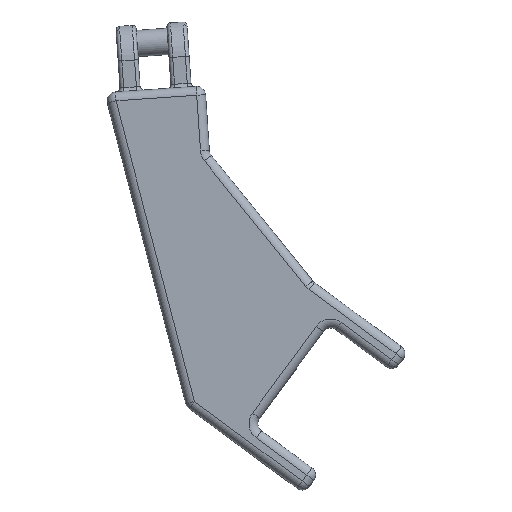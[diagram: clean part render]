
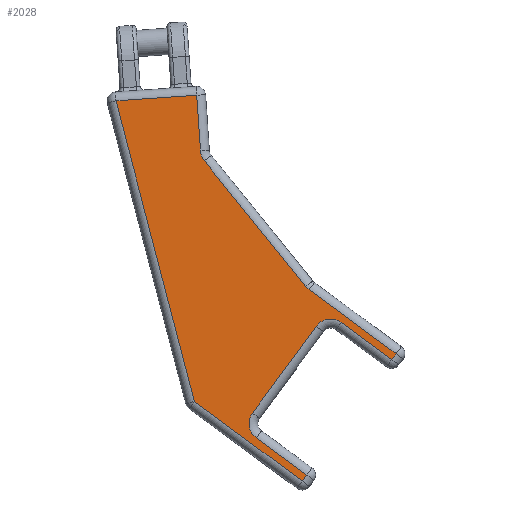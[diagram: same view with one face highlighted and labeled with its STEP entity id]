
A CAD part, top view. The second image highlights one B-rep face of the part: STEP entity #2028.
In plain terms, the highlighted planar face has unit normal (0, 0, 1).
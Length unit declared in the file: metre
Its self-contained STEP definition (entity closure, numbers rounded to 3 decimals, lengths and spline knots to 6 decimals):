
#30=PLANE('',#2190);
#69=CIRCLE('',#2191,0.002692);
#70=CIRCLE('',#2192,0.002692);
#71=CIRCLE('',#2193,0.002692);
#72=CIRCLE('',#2194,0.002692);
#419=ORIENTED_EDGE('',*,*,#1052,.F.);
#420=ORIENTED_EDGE('',*,*,#1053,.T.);
#421=ORIENTED_EDGE('',*,*,#1054,.F.);
#422=ORIENTED_EDGE('',*,*,#1055,.T.);
#423=ORIENTED_EDGE('',*,*,#1056,.T.);
#424=ORIENTED_EDGE('',*,*,#1057,.T.);
#425=ORIENTED_EDGE('',*,*,#1058,.T.);
#426=ORIENTED_EDGE('',*,*,#1059,.T.);
#427=ORIENTED_EDGE('',*,*,#1060,.T.);
#428=ORIENTED_EDGE('',*,*,#1061,.F.);
#429=ORIENTED_EDGE('',*,*,#1062,.T.);
#430=ORIENTED_EDGE('',*,*,#1063,.F.);
#431=ORIENTED_EDGE('',*,*,#1064,.T.);
#432=ORIENTED_EDGE('',*,*,#1065,.T.);
#433=ORIENTED_EDGE('',*,*,#1066,.T.);
#1052=EDGE_CURVE('',#1367,#1368,#69,.T.);
#1053=EDGE_CURVE('',#1367,#1369,#1512,.T.);
#1054=EDGE_CURVE('',#1370,#1369,#70,.T.);
#1055=EDGE_CURVE('',#1370,#1371,#1513,.T.);
#1056=EDGE_CURVE('',#1371,#1372,#1514,.T.);
#1057=EDGE_CURVE('',#1372,#1373,#1515,.T.);
#1058=EDGE_CURVE('',#1373,#1374,#1516,.T.);
#1059=EDGE_CURVE('',#1374,#1375,#1517,.T.);
#1060=EDGE_CURVE('',#1375,#1376,#1518,.T.);
#1061=EDGE_CURVE('',#1377,#1376,#71,.T.);
#1062=EDGE_CURVE('',#1377,#1378,#1519,.T.);
#1063=EDGE_CURVE('',#1379,#1378,#72,.T.);
#1064=EDGE_CURVE('',#1379,#1380,#1520,.T.);
#1065=EDGE_CURVE('',#1380,#1381,#1521,.T.);
#1066=EDGE_CURVE('',#1381,#1368,#1522,.T.);
#1367=VERTEX_POINT('',#3409);
#1368=VERTEX_POINT('',#3410);
#1369=VERTEX_POINT('',#3412);
#1370=VERTEX_POINT('',#3414);
#1371=VERTEX_POINT('',#3416);
#1372=VERTEX_POINT('',#3418);
#1373=VERTEX_POINT('',#3420);
#1374=VERTEX_POINT('',#3422);
#1375=VERTEX_POINT('',#3424);
#1376=VERTEX_POINT('',#3426);
#1377=VERTEX_POINT('',#3428);
#1378=VERTEX_POINT('',#3430);
#1379=VERTEX_POINT('',#3432);
#1380=VERTEX_POINT('',#3434);
#1381=VERTEX_POINT('',#3436);
#1512=LINE('',#3411,#1624);
#1513=LINE('',#3415,#1625);
#1514=LINE('',#3417,#1626);
#1515=LINE('',#3419,#1627);
#1516=LINE('',#3421,#1628);
#1517=LINE('',#3423,#1629);
#1518=LINE('',#3425,#1630);
#1519=LINE('',#3429,#1631);
#1520=LINE('',#3433,#1632);
#1521=LINE('',#3435,#1633);
#1522=LINE('',#3437,#1634);
#1624=VECTOR('',#2509,1.);
#1625=VECTOR('',#2512,1.);
#1626=VECTOR('',#2513,1.);
#1627=VECTOR('',#2514,1.);
#1628=VECTOR('',#2515,1.);
#1629=VECTOR('',#2516,1.);
#1630=VECTOR('',#2517,1.);
#1631=VECTOR('',#2520,1.);
#1632=VECTOR('',#2523,1.);
#1633=VECTOR('',#2524,1.);
#1634=VECTOR('',#2525,1.);
#1726=EDGE_LOOP('',(#419,#420,#421,#422,#423,#424,#425,#426,#427,#428,#429,
#430,#431,#432,#433));
#1877=FACE_BOUND('',#1726,.T.);
#2028=ADVANCED_FACE('',(#1877),#30,.T.);
#2190=AXIS2_PLACEMENT_3D('',#3407,#2505,#2506);
#2191=AXIS2_PLACEMENT_3D('',#3408,#2507,#2508);
#2192=AXIS2_PLACEMENT_3D('',#3413,#2510,#2511);
#2193=AXIS2_PLACEMENT_3D('',#3427,#2518,#2519);
#2194=AXIS2_PLACEMENT_3D('',#3431,#2521,#2522);
#2505=DIRECTION('',(0.,0.,1.));
#2506=DIRECTION('',(1.,0.,0.));
#2507=DIRECTION('',(0.,0.,1.));
#2508=DIRECTION('',(1.,0.,0.));
#2509=DIRECTION('',(-0.628,0.778,0.));
#2510=DIRECTION('',(0.,0.,1.));
#2511=DIRECTION('',(1.,0.,0.));
#2512=DIRECTION('',(-0.068,0.998,0.));
#2513=DIRECTION('',(-0.998,-0.068,0.));
#2514=DIRECTION('',(0.252,-0.968,0.));
#2515=DIRECTION('',(0.805,-0.593,0.));
#2516=DIRECTION('',(0.593,0.805,0.));
#2517=DIRECTION('',(-0.805,0.593,0.));
#2518=DIRECTION('',(0.,0.,1.));
#2519=DIRECTION('',(1.,0.,0.));
#2520=DIRECTION('',(0.593,0.805,0.));
#2521=DIRECTION('',(0.,0.,1.));
#2522=DIRECTION('',(1.,0.,0.));
#2523=DIRECTION('',(0.805,-0.593,0.));
#2524=DIRECTION('',(0.593,0.805,0.));
#2525=DIRECTION('',(-0.805,0.593,0.));
#3407=CARTESIAN_POINT('',(-0.00899,0.042794,0.01651));
#3408=CARTESIAN_POINT('',(0.00057,0.044955,0.01651));
#3409=CARTESIAN_POINT('',(-0.001525,0.043264,0.01651));
#3410=CARTESIAN_POINT('',(-0.001025,0.042787,0.01651));
#3411=CARTESIAN_POINT('',(-0.017164,0.062631,0.01651));
#3412=CARTESIAN_POINT('',(-0.016897,0.062301,0.01651));
#3413=CARTESIAN_POINT('',(-0.014802,0.063993,0.01651));
#3414=CARTESIAN_POINT('',(-0.017488,0.063809,0.01651));
#3415=CARTESIAN_POINT('',(-0.01816,0.073606,0.01651));
#3416=CARTESIAN_POINT('',(-0.018068,0.072263,0.01651));
#3417=CARTESIAN_POINT('',(-0.031929,0.071313,0.01651));
#3418=CARTESIAN_POINT('',(-0.030309,0.071424,0.01651));
#3419=CARTESIAN_POINT('',(-0.018295,0.025351,0.01651));
#3420=CARTESIAN_POINT('',(-0.018415,0.025813,0.01651));
#3421=CARTESIAN_POINT('',(-0.000966,0.012975,0.01651));
#3422=CARTESIAN_POINT('',(-0.00205,0.013772,0.01651));
#3423=CARTESIAN_POINT('',(-0.00059,0.015757,0.01651));
#3424=CARTESIAN_POINT('',(-0.001388,0.014673,0.01651));
#3425=CARTESIAN_POINT('',(-0.010124,0.0211,0.01651));
#3426=CARTESIAN_POINT('',(-0.00904,0.020302,0.01651));
#3427=CARTESIAN_POINT('',(-0.007444,0.022471,0.01651));
#3428=CARTESIAN_POINT('',(-0.009613,0.024067,0.01651));
#3429=CARTESIAN_POINT('',(0.000879,0.038327,0.01651));
#3430=CARTESIAN_POINT('',(0.000081,0.037242,0.01651));
#3431=CARTESIAN_POINT('',(0.00225,0.035647,0.01651));
#3432=CARTESIAN_POINT('',(0.003845,0.037815,0.01651));
#3433=CARTESIAN_POINT('',(0.012582,0.031388,0.01651));
#3434=CARTESIAN_POINT('',(0.011497,0.032186,0.01651));
#3435=CARTESIAN_POINT('',(0.012957,0.03417,0.01651));
#3436=CARTESIAN_POINT('',(0.012159,0.033086,0.01651));
#3437=CARTESIAN_POINT('',(-0.001166,0.04289,0.01651));
